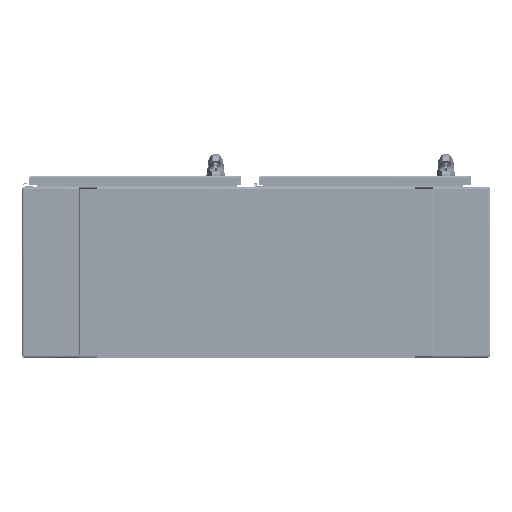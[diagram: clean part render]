
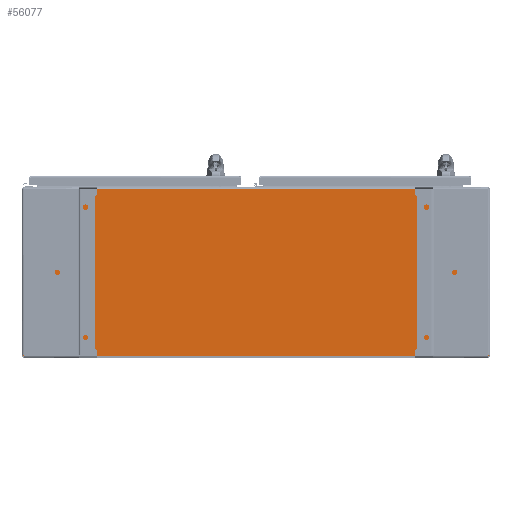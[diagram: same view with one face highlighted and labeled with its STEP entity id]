
A CAD part, front view. The second image highlights one B-rep face of the part: STEP entity #56077.
In plain terms, the highlighted face is planar.
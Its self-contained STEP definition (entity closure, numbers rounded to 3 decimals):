
#2886=LINE('',#84457,#7316);
#2891=LINE('',#84471,#7321);
#2893=LINE('',#84476,#7323);
#2895=LINE('',#84480,#7325);
#7316=VECTOR('',#67041,17.763);
#7321=VECTOR('',#67052,17.763);
#7323=VECTOR('',#67060,49.482);
#7325=VECTOR('',#67066,49.482);
#11489=PLANE('',#59798);
#13876=FACE_OUTER_BOUND('',#17408,.T.);
#17408=EDGE_LOOP('',(#38740,#38741,#38742,#38743));
#24667=VERTEX_POINT('',#84454);
#24668=VERTEX_POINT('',#84456);
#24673=VERTEX_POINT('',#84468);
#24674=VERTEX_POINT('',#84470);
#30066=EDGE_CURVE('',#24667,#24668,#2886,.T.);
#30073=EDGE_CURVE('',#24673,#24674,#2891,.T.);
#30076=EDGE_CURVE('',#24667,#24674,#2893,.T.);
#30078=EDGE_CURVE('',#24668,#24673,#2895,.T.);
#38740=ORIENTED_EDGE('',*,*,#30076,.T.);
#38741=ORIENTED_EDGE('',*,*,#30073,.F.);
#38742=ORIENTED_EDGE('',*,*,#30078,.F.);
#38743=ORIENTED_EDGE('',*,*,#30066,.F.);
#56077=ADVANCED_FACE('',(#13876),#11489,.F.);
#59798=AXIS2_PLACEMENT_3D('',#84481,#67067,#67068);
#67041=DIRECTION('',(0.,-1.,0.));
#67052=DIRECTION('',(0.,1.,0.));
#67060=DIRECTION('',(1.,0.,0.));
#67066=DIRECTION('',(1.,0.,0.));
#67067=DIRECTION('center_axis',(0.,0.,1.));
#67068=DIRECTION('ref_axis',(1.,0.,0.));
#84454=CARTESIAN_POINT('',(0.,17.763,0.));
#84456=CARTESIAN_POINT('',(0.,0.,0.));
#84457=CARTESIAN_POINT('',(0.,17.857,0.));
#84468=CARTESIAN_POINT('',(49.482,0.,0.));
#84470=CARTESIAN_POINT('',(49.482,17.763,0.));
#84471=CARTESIAN_POINT('',(49.482,0.,0.));
#84476=CARTESIAN_POINT('',(12.371,17.763,0.));
#84480=CARTESIAN_POINT('',(0.,0.,0.));
#84481=CARTESIAN_POINT('Origin',(24.741,8.929,0.));
